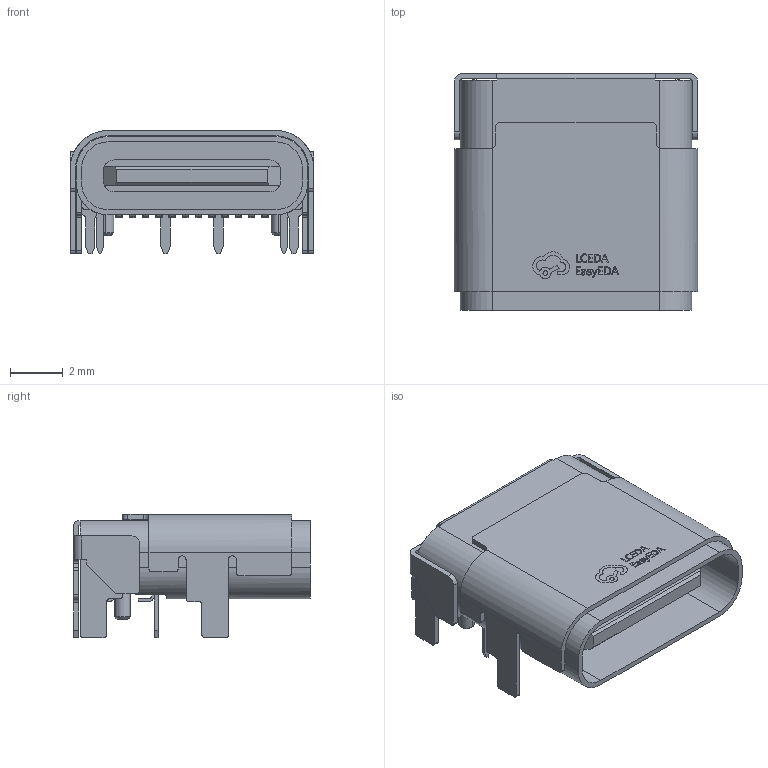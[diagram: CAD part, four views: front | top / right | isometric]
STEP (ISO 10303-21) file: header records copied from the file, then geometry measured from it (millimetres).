
FILE_DESCRIPTION (( 'STEP AP214' ), '1' );
FILE_NAME ('USB-C-SMD_UT12113-11601-7H.step', '2022-07-15T09:33:44', ( '' ), ( '' ), 'SwSTEP 2.0', 'SolidWorks 2020', '' );
FILE_SCHEMA (( 'AUTOMOTIVE_DESIGN' ));
Length unit declared in the file: millimetre
Products named in the file (1): USB-C-SMD_UT12113-11601-7H
Bounding box: 9.2 x 8.95 x 4.65 mm (x, y, z)
Volume: 148.2 mm3; surface area: 780.3 mm2
Topology: 16 solids, 16 shells, 740 faces, 2004 edges, 1332 vertices
Faces by surface type: plane 489, cylinder 135, bspline 112, cone 4
Entity records: 32156 total; most frequent: CARTESIAN_POINT 6325, ORIENTED_EDGE 4008, DIRECTION 3292, EDGE_CURVE 2004, LINE 1486, VECTOR 1486, VERTEX_POINT 1332, AXIS2_PLACEMENT_3D 903
